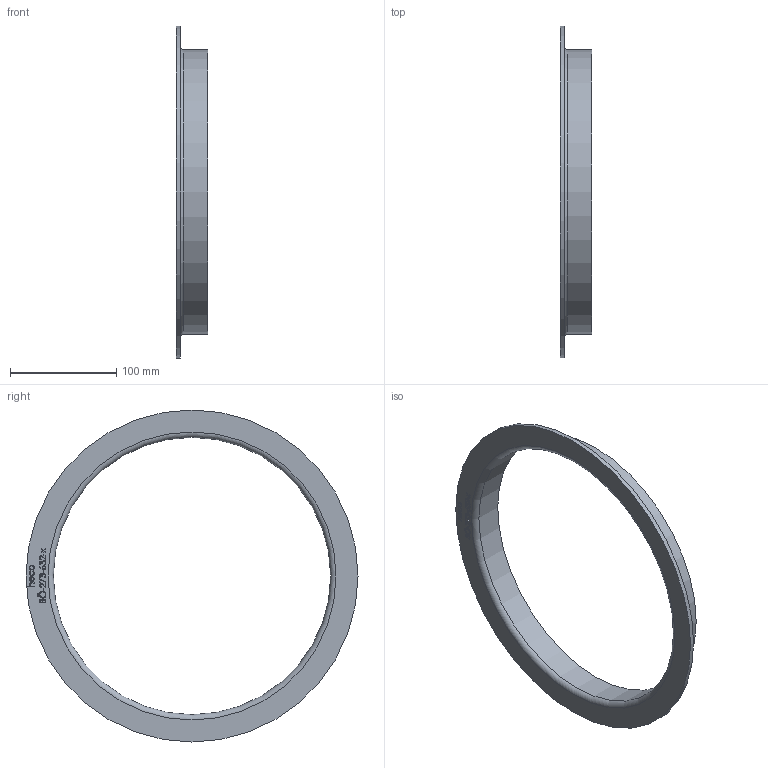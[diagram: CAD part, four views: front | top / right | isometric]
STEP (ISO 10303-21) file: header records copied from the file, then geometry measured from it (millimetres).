
FILE_DESCRIPTION (( 'STEP AP214' ), '1' );
FILE_NAME ('BÖ-273-632-x Vorschweissbördel 2011.STEP', '2020-11-25T09:32:05', ( '' ), ( '' ), 'SwSTEP 2.0', 'SolidWorks 2019', '' );
FILE_SCHEMA (( 'AUTOMOTIVE_DESIGN' ));
Length unit declared in the file: millimetre
Products named in the file (1): BÖ-273-632-x Vorschweissbördel 2011
Bounding box: 30 x 312 x 312 mm (x, y, z)
Volume: 158575.3 mm3; surface area: 93836.9 mm2
Topology: 1 solids, 1 shells, 214 faces, 560 edges, 373 vertices
Faces by surface type: bspline 109, plane 100, cylinder 3, torus 2
Full cylindrical faces by diameter (mm): 260.6 x1, 267 x1, 312 x1
Entity records: 14378 total; most frequent: CARTESIAN_POINT 7634, ORIENTED_EDGE 1108, DIRECTION 556, EDGE_CURVE 554, VERTEX_POINT 372, VECTOR 328, LINE 328, EDGE_LOOP 246
